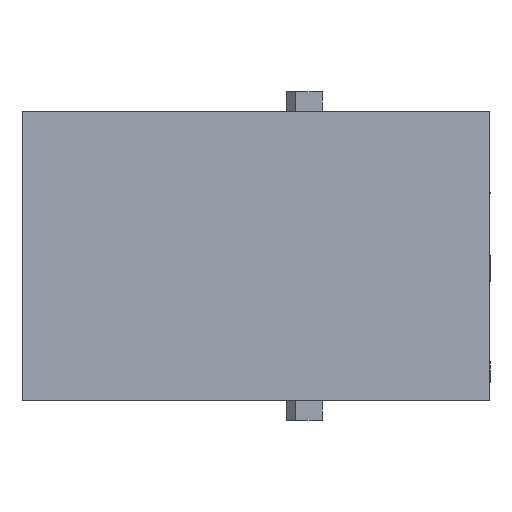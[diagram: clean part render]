
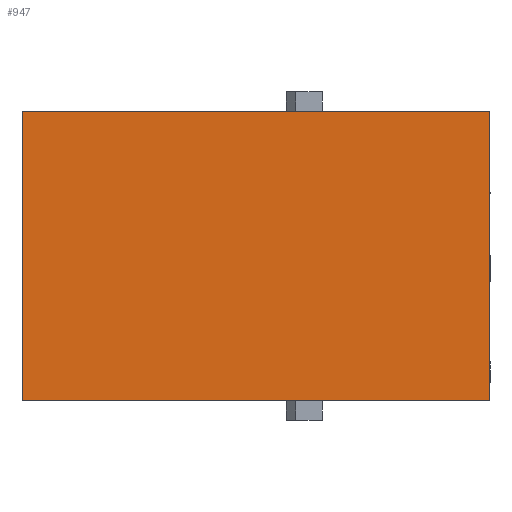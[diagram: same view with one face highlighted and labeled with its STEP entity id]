
A CAD part, left-side view. The second image highlights one B-rep face of the part: STEP entity #947.
In plain terms, the highlighted planar face has unit normal (-1, 0, 0).
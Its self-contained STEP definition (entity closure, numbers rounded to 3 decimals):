
#947=ADVANCED_FACE('',(#1335),#1142,.T.);
#1142=PLANE('',#4893);
#1335=FACE_OUTER_BOUND('',#1576,.T.);
#1576=EDGE_LOOP('',(#2552,#2553,#2554,#2555));
#2552=ORIENTED_EDGE('',*,*,#3571,.T.);
#2553=ORIENTED_EDGE('',*,*,#3562,.T.);
#2554=ORIENTED_EDGE('',*,*,#3566,.F.);
#2555=ORIENTED_EDGE('',*,*,#3573,.T.);
#3043=VERTEX_POINT('',#7301);
#3044=VERTEX_POINT('',#7302);
#3047=VERTEX_POINT('',#7310);
#3050=VERTEX_POINT('',#7320);
#3562=EDGE_CURVE('',#3043,#3044,#4048,.T.);
#3566=EDGE_CURVE('',#3047,#3044,#4052,.T.);
#3571=EDGE_CURVE('',#3050,#3043,#4057,.T.);
#3573=EDGE_CURVE('',#3047,#3050,#4059,.T.);
#4048=LINE('',#7300,#4528);
#4052=LINE('',#7309,#4532);
#4057=LINE('',#7319,#4537);
#4059=LINE('',#7323,#4539);
#4528=VECTOR('',#5794,1.);
#4532=VECTOR('',#5800,1.);
#4537=VECTOR('',#5809,1.);
#4539=VECTOR('',#5813,1.);
#4893=AXIS2_PLACEMENT_3D('',#7324,#5814,#5815);
#5794=DIRECTION('',(0.,0.,-1.));
#5800=DIRECTION('',(0.,1.,0.));
#5809=DIRECTION('',(0.,1.,0.));
#5813=DIRECTION('',(0.,0.,1.));
#5814=DIRECTION('',(-1.,0.,0.));
#5815=DIRECTION('',(0.,1.,0.));
#7300=CARTESIAN_POINT('',(-7.35,16.15,15.15));
#7301=CARTESIAN_POINT('',(-7.35,16.15,15.15));
#7302=CARTESIAN_POINT('',(-7.35,16.15,-15.15));
#7309=CARTESIAN_POINT('',(-7.35,-32.85,-15.15));
#7310=CARTESIAN_POINT('',(-7.35,-32.85,-15.15));
#7319=CARTESIAN_POINT('',(-7.35,-32.85,15.15));
#7320=CARTESIAN_POINT('',(-7.35,-32.85,15.15));
#7323=CARTESIAN_POINT('',(-7.35,-32.85,-15.15));
#7324=CARTESIAN_POINT('',(-7.35,-34.075,15.907));
